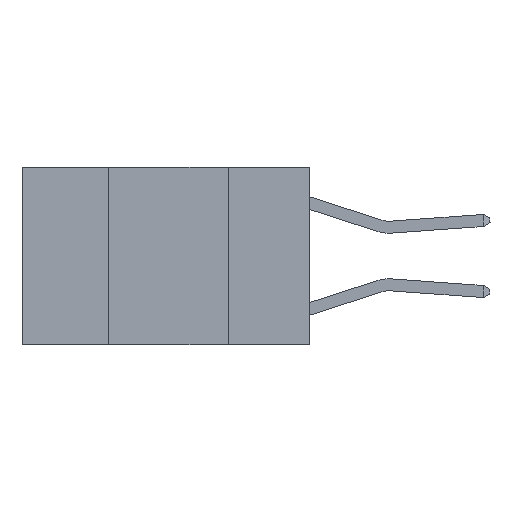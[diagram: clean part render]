
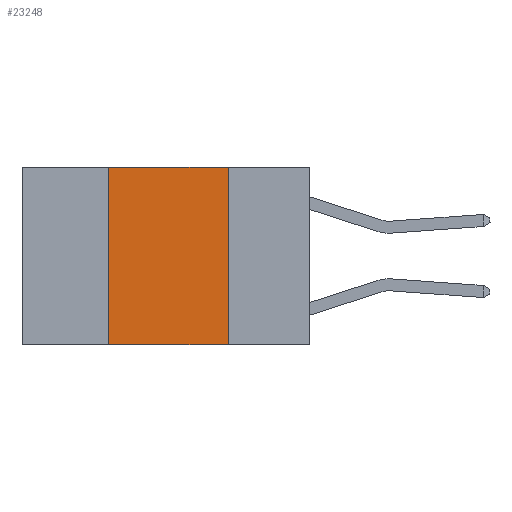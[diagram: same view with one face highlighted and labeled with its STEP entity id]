
A CAD part, left-side view. The second image highlights one B-rep face of the part: STEP entity #23248.
In plain terms, the highlighted planar face has unit normal (-1, 0, 0).
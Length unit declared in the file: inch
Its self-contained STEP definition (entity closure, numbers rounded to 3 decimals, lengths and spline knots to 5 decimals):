
#1047 = FACE_OUTER_BOUND ( 'NONE', #14312, .T. ) ;
#1502 = VERTEX_POINT ( 'NONE', #4916 ) ;
#3612 = EDGE_CURVE ( 'NONE', #1502, #20961, #28266, .T. ) ;
#4009 = DIRECTION ( 'NONE',  ( 0., -1., 0. ) ) ;
#4455 = CARTESIAN_POINT ( 'NONE',  ( 0., 0.17, -0.37 ) ) ;
#4916 = CARTESIAN_POINT ( 'NONE',  ( 0., 0.42, 0. ) ) ;
#5928 = DIRECTION ( 'NONE',  ( 0., 0., -1. ) ) ;
#8252 = DIRECTION ( 'NONE',  ( 0., 0., -1. ) ) ;
#8333 = CARTESIAN_POINT ( 'NONE',  ( 0., 0.6, 0. ) ) ;
#10705 = PLANE ( 'NONE',  #22689 ) ;
#11007 = LINE ( 'NONE', #30245, #24617 ) ;
#11061 = VECTOR ( 'NONE', #25292, 39.37008 ) ;
#11886 = ORIENTED_EDGE ( 'NONE', *, *, #22027, .T. ) ;
#12842 = CARTESIAN_POINT ( 'NONE',  ( 0., 0.17, 0. ) ) ;
#14312 = EDGE_LOOP ( 'NONE', ( #29603, #17103, #19494, #11886 ) ) ;
#15100 = CARTESIAN_POINT ( 'NONE',  ( 0., 0.42, -0.37 ) ) ;
#15675 = CARTESIAN_POINT ( 'NONE',  ( 0., 0.6, 0. ) ) ;
#16452 = CARTESIAN_POINT ( 'NONE',  ( 0., 0.17, 0. ) ) ;
#17103 = ORIENTED_EDGE ( 'NONE', *, *, #3612, .F. ) ;
#19066 = EDGE_CURVE ( 'NONE', #20961, #28759, #22466, .T. ) ;
#19388 = DIRECTION ( 'NONE',  ( 0., 0., 1. ) ) ;
#19494 = ORIENTED_EDGE ( 'NONE', *, *, #25345, .F. ) ;
#20308 = VECTOR ( 'NONE', #8252, 39.37008 ) ;
#20961 = VERTEX_POINT ( 'NONE', #16452 ) ;
#21900 = CARTESIAN_POINT ( 'NONE',  ( 0., 0.42, 0. ) ) ;
#22027 = EDGE_CURVE ( 'NONE', #23623, #28759, #11007, .T. ) ;
#22466 = LINE ( 'NONE', #12842, #20308 ) ;
#22689 = AXIS2_PLACEMENT_3D ( 'NONE', #8333, #27581, #5928 ) ;
#23248 = ADVANCED_FACE ( 'NONE', ( #1047 ), #10705, .F. ) ;
#23623 = VERTEX_POINT ( 'NONE', #15100 ) ;
#24084 = LINE ( 'NONE', #21900, #24177 ) ;
#24177 = VECTOR ( 'NONE', #19388, 39.37008 ) ;
#24617 = VECTOR ( 'NONE', #4009, 39.37008 ) ;
#25292 = DIRECTION ( 'NONE',  ( 0., -1., 0. ) ) ;
#25345 = EDGE_CURVE ( 'NONE', #23623, #1502, #24084, .T. ) ;
#27581 = DIRECTION ( 'NONE',  ( 1., 0., 0. ) ) ;
#28266 = LINE ( 'NONE', #15675, #11061 ) ;
#28759 = VERTEX_POINT ( 'NONE', #4455 ) ;
#29603 = ORIENTED_EDGE ( 'NONE', *, *, #19066, .F. ) ;
#30245 = CARTESIAN_POINT ( 'NONE',  ( 0., 0.6, -0.37 ) ) ;
